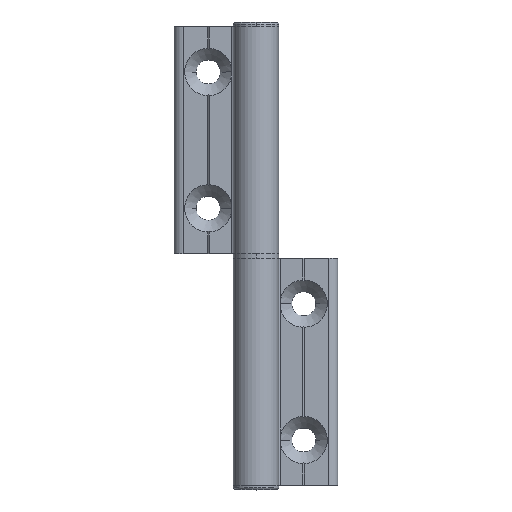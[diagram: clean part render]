
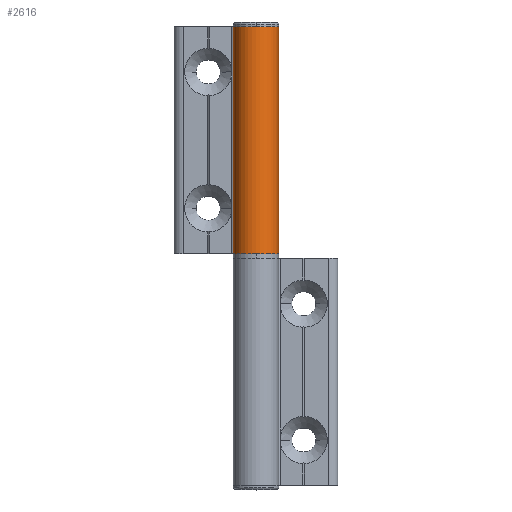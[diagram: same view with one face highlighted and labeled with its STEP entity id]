
A CAD part, top view. The second image highlights one B-rep face of the part: STEP entity #2616.
In plain terms, the highlighted cylindrical face has radius 5 mm (diameter 10 mm), a partial arc.
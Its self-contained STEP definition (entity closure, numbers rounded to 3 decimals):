
#58 = DIRECTION ( 'NONE',  ( -1., 0., 0. ) ) ;
#103 = CARTESIAN_POINT ( 'NONE',  ( 5., 0., -25. ) ) ;
#229 = CARTESIAN_POINT ( 'NONE',  ( 5., 0., 25. ) ) ;
#291 = DIRECTION ( 'NONE',  ( 0., 0., -1. ) ) ;
#295 = CIRCLE ( 'NONE', #1309, 5. ) ;
#396 = ORIENTED_EDGE ( 'NONE', *, *, #2978, .F. ) ;
#576 = VERTEX_POINT ( 'NONE', #2596 ) ;
#621 = ORIENTED_EDGE ( 'NONE', *, *, #1680, .T. ) ;
#622 = CARTESIAN_POINT ( 'NONE',  ( 5., 0., 25. ) ) ;
#653 = VERTEX_POINT ( 'NONE', #622 ) ;
#681 = CIRCLE ( 'NONE', #959, 5. ) ;
#959 = AXIS2_PLACEMENT_3D ( 'NONE', #1738, #1235, #2547 ) ;
#1071 = ORIENTED_EDGE ( 'NONE', *, *, #1477, .F. ) ;
#1075 = CYLINDRICAL_SURFACE ( 'NONE', #1969, 5. ) ;
#1112 = CARTESIAN_POINT ( 'NONE',  ( 0., 0., 25. ) ) ;
#1117 = VERTEX_POINT ( 'NONE', #1356 ) ;
#1235 = DIRECTION ( 'NONE',  ( 0., 0., 1. ) ) ;
#1309 = AXIS2_PLACEMENT_3D ( 'NONE', #3152, #2918, #2349 ) ;
#1356 = CARTESIAN_POINT ( 'NONE',  ( -5., 0., 25. ) ) ;
#1477 = EDGE_CURVE ( 'NONE', #653, #1117, #295, .T. ) ;
#1565 = LINE ( 'NONE', #3144, #3295 ) ;
#1572 = ORIENTED_EDGE ( 'NONE', *, *, #2853, .T. ) ;
#1680 = EDGE_CURVE ( 'NONE', #653, #1968, #2018, .T. ) ;
#1738 = CARTESIAN_POINT ( 'NONE',  ( 0., 0., -25. ) ) ;
#1796 = EDGE_LOOP ( 'NONE', ( #396, #1071, #621, #1572 ) ) ;
#1910 = VECTOR ( 'NONE', #2811, 1000. ) ;
#1968 = VERTEX_POINT ( 'NONE', #103 ) ;
#1969 = AXIS2_PLACEMENT_3D ( 'NONE', #1112, #2903, #58 ) ;
#2018 = LINE ( 'NONE', #229, #1910 ) ;
#2122 = FACE_OUTER_BOUND ( 'NONE', #1796, .T. ) ;
#2349 = DIRECTION ( 'NONE',  ( -1., 0., 0. ) ) ;
#2547 = DIRECTION ( 'NONE',  ( -1., 0., 0. ) ) ;
#2596 = CARTESIAN_POINT ( 'NONE',  ( -5., 0., -25. ) ) ;
#2616 = ADVANCED_FACE ( 'NONE', ( #2122 ), #1075, .T. ) ;
#2811 = DIRECTION ( 'NONE',  ( 0., 0., -1. ) ) ;
#2853 = EDGE_CURVE ( 'NONE', #1968, #576, #681, .T. ) ;
#2903 = DIRECTION ( 'NONE',  ( 0., 0., -1. ) ) ;
#2918 = DIRECTION ( 'NONE',  ( 0., 0., 1. ) ) ;
#2978 = EDGE_CURVE ( 'NONE', #1117, #576, #1565, .T. ) ;
#3144 = CARTESIAN_POINT ( 'NONE',  ( -5., 0., 25. ) ) ;
#3152 = CARTESIAN_POINT ( 'NONE',  ( 0., 0., 25. ) ) ;
#3295 = VECTOR ( 'NONE', #291, 1000. ) ;
